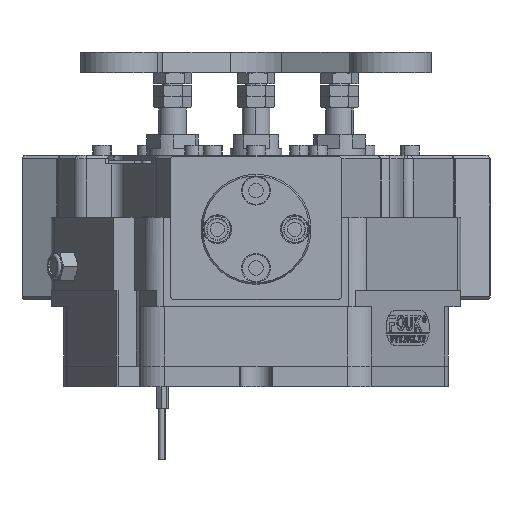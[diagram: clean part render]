
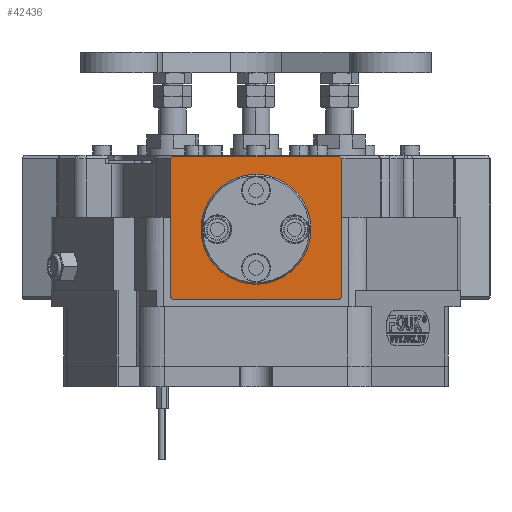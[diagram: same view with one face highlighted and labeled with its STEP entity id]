
A CAD part, left-side view. The second image highlights one B-rep face of the part: STEP entity #42436.
In plain terms, the highlighted face is planar.
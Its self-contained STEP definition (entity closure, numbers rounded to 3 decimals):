
#45 = VERTEX_POINT ( 'NONE', #33432 ) ;
#200 = VECTOR ( 'NONE', #27931, 1000. ) ;
#456 = LINE ( 'NONE', #28376, #25134 ) ;
#686 = DIRECTION ( 'NONE',  ( 0., -1., 0. ) ) ;
#936 = CARTESIAN_POINT ( 'NONE',  ( 16., -0.5, 12. ) ) ;
#2228 = DIRECTION ( 'NONE',  ( -0.707, 0.707, 0. ) ) ;
#2399 = EDGE_CURVE ( 'NONE', #27033, #45, #4911, .T. ) ;
#2750 = CARTESIAN_POINT ( 'NONE',  ( 24.8, -20.2, 12. ) ) ;
#2867 = EDGE_CURVE ( 'NONE', #23057, #16540, #8355, .T. ) ;
#2954 = CIRCLE ( 'NONE', #26416, 16. ) ;
#3139 = ORIENTED_EDGE ( 'NONE', *, *, #38708, .F. ) ;
#3381 = ORIENTED_EDGE ( 'NONE', *, *, #15490, .T. ) ;
#4508 = DIRECTION ( 'NONE',  ( 1., 0., 0. ) ) ;
#4528 = EDGE_CURVE ( 'NONE', #16921, #45087, #13527, .T. ) ;
#4911 = LINE ( 'NONE', #19693, #45101 ) ;
#5368 = VERTEX_POINT ( 'NONE', #12907 ) ;
#5370 = CARTESIAN_POINT ( 'NONE',  ( -24.2, 20.8, 12. ) ) ;
#5549 = CARTESIAN_POINT ( 'NONE',  ( -25., 20., 12. ) ) ;
#5762 = FACE_OUTER_BOUND ( 'NONE', #42012, .T. ) ;
#6701 = LINE ( 'NONE', #5549, #34771 ) ;
#7042 = DIRECTION ( 'NONE',  ( 0., 0., -1. ) ) ;
#7213 = CARTESIAN_POINT ( 'NONE',  ( -16., -0.5, 12. ) ) ;
#8355 = LINE ( 'NONE', #45410, #27271 ) ;
#8914 = EDGE_CURVE ( 'NONE', #5368, #27033, #9773, .T. ) ;
#9120 = ORIENTED_EDGE ( 'NONE', *, *, #8914, .T. ) ;
#9356 = LINE ( 'NONE', #32690, #23129 ) ;
#9773 = LINE ( 'NONE', #30177, #36104 ) ;
#10795 = DIRECTION ( 'NONE',  ( 0., 1., 0. ) ) ;
#12907 = CARTESIAN_POINT ( 'NONE',  ( -24.8, 20.2, 12. ) ) ;
#13527 = LINE ( 'NONE', #34979, #200 ) ;
#14045 = CARTESIAN_POINT ( 'NONE',  ( 24.2, -20.8, 12. ) ) ;
#14938 = PLANE ( 'NONE',  #21528 ) ;
#15490 = EDGE_CURVE ( 'NONE', #28183, #16921, #456, .T. ) ;
#16495 = ORIENTED_EDGE ( 'NONE', *, *, #23265, .T. ) ;
#16540 = VERTEX_POINT ( 'NONE', #2750 ) ;
#16921 = VERTEX_POINT ( 'NONE', #38483 ) ;
#17876 = EDGE_LOOP ( 'NONE', ( #31897, #3139 ) ) ;
#18036 = DIRECTION ( 'NONE',  ( 1., 0., 0. ) ) ;
#19693 = CARTESIAN_POINT ( 'NONE',  ( -24., -21., 12. ) ) ;
#19979 = EDGE_CURVE ( 'NONE', #46158, #37960, #2954, .T. ) ;
#20119 = EDGE_CURVE ( 'NONE', #45, #23057, #29945, .T. ) ;
#21024 = CIRCLE ( 'NONE', #38271, 16. ) ;
#21528 = AXIS2_PLACEMENT_3D ( 'NONE', #29609, #7042, #21955 ) ;
#21955 = DIRECTION ( 'NONE',  ( 0., -1., 0. ) ) ;
#23057 = VERTEX_POINT ( 'NONE', #14045 ) ;
#23129 = VECTOR ( 'NONE', #10795, 1000. ) ;
#23265 = EDGE_CURVE ( 'NONE', #16540, #28183, #9356, .T. ) ;
#23283 = ORIENTED_EDGE ( 'NONE', *, *, #4528, .T. ) ;
#24417 = ORIENTED_EDGE ( 'NONE', *, *, #2867, .T. ) ;
#24994 = ORIENTED_EDGE ( 'NONE', *, *, #38366, .T. ) ;
#25134 = VECTOR ( 'NONE', #2228, 1000. ) ;
#25461 = CARTESIAN_POINT ( 'NONE',  ( 24.8, 20.2, 12. ) ) ;
#26416 = AXIS2_PLACEMENT_3D ( 'NONE', #28565, #32871, #18036 ) ;
#26972 = DIRECTION ( 'NONE',  ( 0.707, 0.707, 0. ) ) ;
#27033 = VERTEX_POINT ( 'NONE', #38007 ) ;
#27271 = VECTOR ( 'NONE', #26972, 1000. ) ;
#27931 = DIRECTION ( 'NONE',  ( -1., 0., 0. ) ) ;
#28183 = VERTEX_POINT ( 'NONE', #25461 ) ;
#28376 = CARTESIAN_POINT ( 'NONE',  ( 24., 21., 12. ) ) ;
#28565 = CARTESIAN_POINT ( 'NONE',  ( 0., -0.5, 12. ) ) ;
#29398 = VECTOR ( 'NONE', #4508, 1000. ) ;
#29609 = CARTESIAN_POINT ( 'NONE',  ( 0., 0., 12. ) ) ;
#29945 = LINE ( 'NONE', #37849, #29398 ) ;
#30177 = CARTESIAN_POINT ( 'NONE',  ( -24.8, 0., 12. ) ) ;
#30405 = FACE_BOUND ( 'NONE', #17876, .T. ) ;
#31897 = ORIENTED_EDGE ( 'NONE', *, *, #19979, .F. ) ;
#31944 = DIRECTION ( 'NONE',  ( 0., 0., 1. ) ) ;
#32427 = DIRECTION ( 'NONE',  ( 1., 0., 0. ) ) ;
#32690 = CARTESIAN_POINT ( 'NONE',  ( 24.8, 0., 12. ) ) ;
#32871 = DIRECTION ( 'NONE',  ( 0., 0., 1. ) ) ;
#33432 = CARTESIAN_POINT ( 'NONE',  ( -24.2, -20.8, 12. ) ) ;
#34217 = ORIENTED_EDGE ( 'NONE', *, *, #2399, .T. ) ;
#34771 = VECTOR ( 'NONE', #42572, 1000. ) ;
#34979 = CARTESIAN_POINT ( 'NONE',  ( 0., 20.8, 12. ) ) ;
#36104 = VECTOR ( 'NONE', #686, 1000. ) ;
#37849 = CARTESIAN_POINT ( 'NONE',  ( 0., -20.8, 12. ) ) ;
#37960 = VERTEX_POINT ( 'NONE', #7213 ) ;
#38007 = CARTESIAN_POINT ( 'NONE',  ( -24.8, -20.2, 12. ) ) ;
#38271 = AXIS2_PLACEMENT_3D ( 'NONE', #43187, #31944, #32427 ) ;
#38366 = EDGE_CURVE ( 'NONE', #45087, #5368, #6701, .T. ) ;
#38483 = CARTESIAN_POINT ( 'NONE',  ( 24.2, 20.8, 12. ) ) ;
#38708 = EDGE_CURVE ( 'NONE', #37960, #46158, #21024, .T. ) ;
#42012 = EDGE_LOOP ( 'NONE', ( #24417, #16495, #3381, #23283, #24994, #9120, #34217, #43880 ) ) ;
#42436 = ADVANCED_FACE ( 'NONE', ( #5762, #30405 ), #14938, .F. ) ;
#42572 = DIRECTION ( 'NONE',  ( -0.707, -0.707, 0. ) ) ;
#43187 = CARTESIAN_POINT ( 'NONE',  ( 0., -0.5, 12. ) ) ;
#43880 = ORIENTED_EDGE ( 'NONE', *, *, #20119, .T. ) ;
#45087 = VERTEX_POINT ( 'NONE', #5370 ) ;
#45101 = VECTOR ( 'NONE', #45313, 1000. ) ;
#45313 = DIRECTION ( 'NONE',  ( 0.707, -0.707, 0. ) ) ;
#45410 = CARTESIAN_POINT ( 'NONE',  ( 25., -20., 12. ) ) ;
#46158 = VERTEX_POINT ( 'NONE', #936 ) ;
